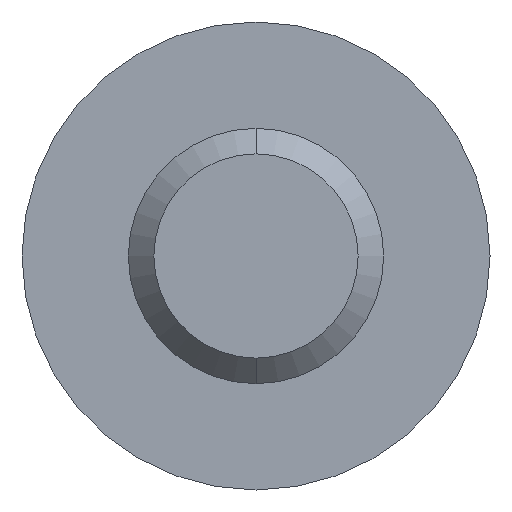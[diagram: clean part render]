
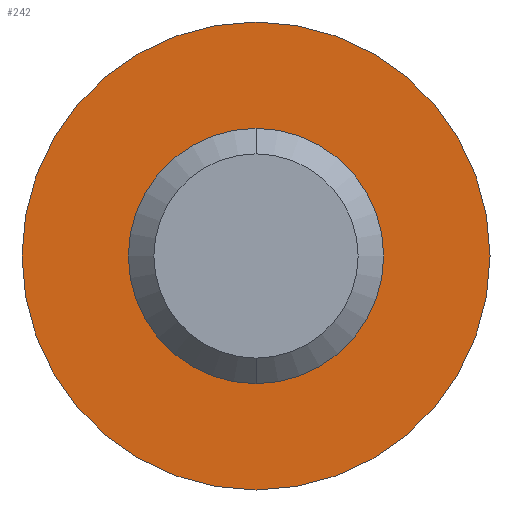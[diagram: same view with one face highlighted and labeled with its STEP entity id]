
A CAD part, front view. The second image highlights one B-rep face of the part: STEP entity #242.
In plain terms, the highlighted planar face has unit normal (0, -1, 0).
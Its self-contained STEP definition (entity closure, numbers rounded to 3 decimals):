
#24 = CARTESIAN_POINT ( 'NONE',  ( 0., 6., 0. ) ) ;
#79 = ORIENTED_EDGE ( 'NONE', *, *, #583, .T. ) ;
#98 = CIRCLE ( 'NONE', #108, 1.5 ) ;
#108 = AXIS2_PLACEMENT_3D ( 'NONE', #24, #671, #458 ) ;
#114 = FACE_BOUND ( 'NONE', #119, .T. ) ;
#117 = DIRECTION ( 'NONE',  ( 0., 0., 1. ) ) ;
#119 = EDGE_LOOP ( 'NONE', ( #79, #179 ) ) ;
#125 = AXIS2_PLACEMENT_3D ( 'NONE', #484, #617, #117 ) ;
#139 = EDGE_CURVE ( 'NONE', #227, #403, #178, .T. ) ;
#167 = EDGE_CURVE ( 'NONE', #403, #227, #453, .T. ) ;
#171 = CARTESIAN_POINT ( 'NONE',  ( 0., 6., 0. ) ) ;
#178 = CIRCLE ( 'NONE', #632, 2.75 ) ;
#179 = ORIENTED_EDGE ( 'NONE', *, *, #704, .T. ) ;
#227 = VERTEX_POINT ( 'NONE', #439 ) ;
#242 = ADVANCED_FACE ( 'NONE', ( #114, #447 ), #662, .F. ) ;
#245 = AXIS2_PLACEMENT_3D ( 'NONE', #572, #298, #635 ) ;
#260 = DIRECTION ( 'NONE',  ( 0., 1., 0. ) ) ;
#298 = DIRECTION ( 'NONE',  ( 0., 1., 0. ) ) ;
#311 = CARTESIAN_POINT ( 'NONE',  ( 0., 6., 0. ) ) ;
#339 = DIRECTION ( 'NONE',  ( 0., 1., 0. ) ) ;
#397 = DIRECTION ( 'NONE',  ( 0., 0., 1. ) ) ;
#403 = VERTEX_POINT ( 'NONE', #651 ) ;
#423 = AXIS2_PLACEMENT_3D ( 'NONE', #171, #339, #397 ) ;
#439 = CARTESIAN_POINT ( 'NONE',  ( 0., 6., -2.75 ) ) ;
#443 = DIRECTION ( 'NONE',  ( 0., 0., 1. ) ) ;
#447 = FACE_OUTER_BOUND ( 'NONE', #450, .T. ) ;
#450 = EDGE_LOOP ( 'NONE', ( #547, #614 ) ) ;
#453 = CIRCLE ( 'NONE', #125, 2.75 ) ;
#458 = DIRECTION ( 'NONE',  ( 0., 0., 1. ) ) ;
#484 = CARTESIAN_POINT ( 'NONE',  ( 0., 6., 0. ) ) ;
#541 = CIRCLE ( 'NONE', #245, 1.5 ) ;
#547 = ORIENTED_EDGE ( 'NONE', *, *, #139, .F. ) ;
#572 = CARTESIAN_POINT ( 'NONE',  ( 0., 6., 0. ) ) ;
#583 = EDGE_CURVE ( 'NONE', #685, #666, #98, .T. ) ;
#614 = ORIENTED_EDGE ( 'NONE', *, *, #167, .F. ) ;
#617 = DIRECTION ( 'NONE',  ( 0., 1., 0. ) ) ;
#632 = AXIS2_PLACEMENT_3D ( 'NONE', #311, #260, #443 ) ;
#635 = DIRECTION ( 'NONE',  ( 0., 0., 1. ) ) ;
#651 = CARTESIAN_POINT ( 'NONE',  ( 0., 6., 2.75 ) ) ;
#662 = PLANE ( 'NONE',  #423 ) ;
#666 = VERTEX_POINT ( 'NONE', #668 ) ;
#668 = CARTESIAN_POINT ( 'NONE',  ( 0., 6., 1.5 ) ) ;
#671 = DIRECTION ( 'NONE',  ( 0., 1., 0. ) ) ;
#682 = CARTESIAN_POINT ( 'NONE',  ( 0., 6., -1.5 ) ) ;
#685 = VERTEX_POINT ( 'NONE', #682 ) ;
#704 = EDGE_CURVE ( 'NONE', #666, #685, #541, .T. ) ;
